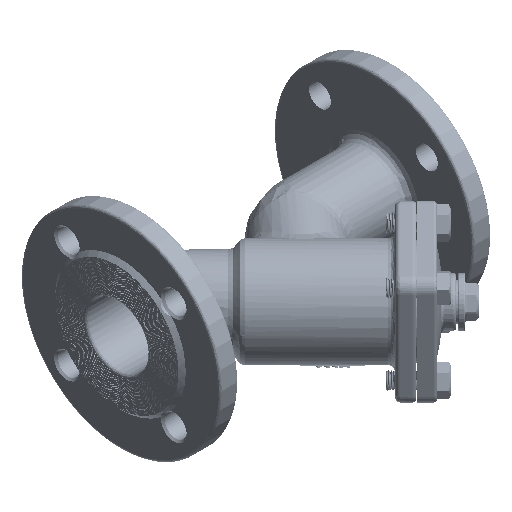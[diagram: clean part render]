
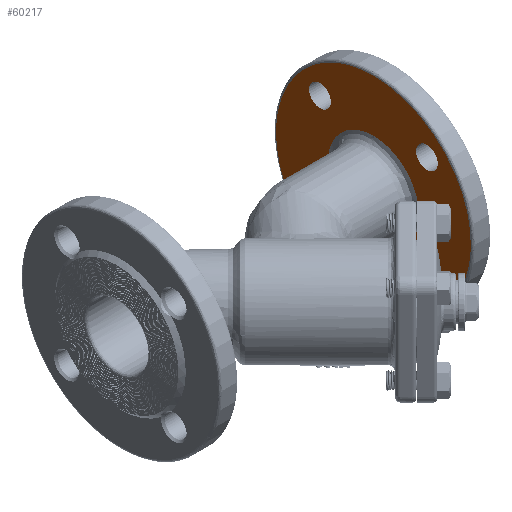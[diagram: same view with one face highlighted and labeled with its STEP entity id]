
A CAD part, isometric view. The second image highlights one B-rep face of the part: STEP entity #60217.
In plain terms, the highlighted planar face has unit normal (-1, 0, 0).
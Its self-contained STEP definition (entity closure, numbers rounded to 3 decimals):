
#32 = ORIENTED_EDGE ( 'NONE', *, *, #234729, .F. ) ;
#1638 = EDGE_LOOP ( 'NONE', ( #146033, #249859 ) ) ;
#5785 = FACE_BOUND ( 'NONE', #1638, .T. ) ;
#10352 = DIRECTION ( 'NONE',  ( -1., 0., 0. ) ) ;
#15049 = AXIS2_PLACEMENT_3D ( 'NONE', #113521, #250471, #133238 ) ;
#15577 = VERTEX_POINT ( 'NONE', #62254 ) ;
#16695 = CIRCLE ( 'NONE', #210430, 9. ) ;
#16873 = CARTESIAN_POINT ( 'NONE',  ( 203., 0., -37.6 ) ) ;
#18947 = CARTESIAN_POINT ( 'NONE',  ( 203., -75.2, -37.6 ) ) ;
#19558 = EDGE_CURVE ( 'NONE', #61515, #51826, #16695, .T. ) ;
#20907 = AXIS2_PLACEMENT_3D ( 'NONE', #127517, #10352, #147233 ) ;
#21670 = VERTEX_POINT ( 'NONE', #238238 ) ;
#23600 = CIRCLE ( 'NONE', #34867, 9. ) ;
#24354 = ORIENTED_EDGE ( 'NONE', *, *, #238080, .F. ) ;
#31183 = EDGE_CURVE ( 'NONE', #229072, #213789, #193465, .T. ) ;
#34867 = AXIS2_PLACEMENT_3D ( 'NONE', #188833, #71639, #208486 ) ;
#37165 = DIRECTION ( 'NONE',  ( 1., 0., 0. ) ) ;
#41090 = ORIENTED_EDGE ( 'NONE', *, *, #253802, .F. ) ;
#46546 = CARTESIAN_POINT ( 'NONE',  ( 203., -161., -80.5 ) ) ;
#46972 = CIRCLE ( 'NONE', #15049, 9. ) ;
#48453 = CARTESIAN_POINT ( 'NONE',  ( 203., 161., -80.5 ) ) ;
#51228 = EDGE_CURVE ( 'NONE', #252987, #21670, #85856, .T. ) ;
#51826 = VERTEX_POINT ( 'NONE', #64243 ) ;
#56174 = CARTESIAN_POINT ( 'NONE',  ( 203., 161., 80.5 ) ) ;
#57544 = CARTESIAN_POINT ( 'NONE',  ( 203., -44.194, -35.194 ) ) ;
#58280 = CARTESIAN_POINT ( 'NONE',  ( 203., 0., 37.6 ) ) ;
#59189 = ORIENTED_EDGE ( 'NONE', *, *, #138366, .F. ) ;
#60217 = ADVANCED_FACE ( 'NONE', ( #213989, #161908, #109882, #5785, #207815, #155889 ), #154373, .F. ) ;
#61157 = CARTESIAN_POINT ( 'NONE',  ( 203., 44.194, -44.194 ) ) ;
#61515 = VERTEX_POINT ( 'NONE', #172705 ) ;
#62254 = CARTESIAN_POINT ( 'NONE',  ( 203., 44.194, 35.194 ) ) ;
#64243 = CARTESIAN_POINT ( 'NONE',  ( 203., -44.194, 35.194 ) ) ;
#65223 =( BOUNDED_CURVE ( )  B_SPLINE_CURVE ( 3, ( #192188, #94697, #134063, #16873 ),
 .UNSPECIFIED., .F., .F. ) 
 B_SPLINE_CURVE_WITH_KNOTS ( ( 4, 4 ),
 ( 0.5, 1. ),
 .UNSPECIFIED. ) 
 CURVE ( )  GEOMETRIC_REPRESENTATION_ITEM ( )  RATIONAL_B_SPLINE_CURVE ( ( 1., 0.333, 0.333, 1. ) ) 
 REPRESENTATION_ITEM ( '' )  );
#67597 = DIRECTION ( 'NONE',  ( -1., 0., 0. ) ) ;
#70349 = CIRCLE ( 'NONE', #238922, 9. ) ;
#71639 = DIRECTION ( 'NONE',  ( -1., 0., 0. ) ) ;
#80799 = DIRECTION ( 'NONE',  ( 0., 0., 1. ) ) ;
#82477 = CARTESIAN_POINT ( 'NONE',  ( 203., -161., 80.5 ) ) ;
#83540 = CARTESIAN_POINT ( 'NONE',  ( 203., 44.194, -35.194 ) ) ;
#85151 = VERTEX_POINT ( 'NONE', #150228 ) ;
#85856 =( BOUNDED_CURVE ( )  B_SPLINE_CURVE ( 3, ( #155838, #18947, #175489, #58280 ),
 .UNSPECIFIED., .F., .T. ) 
 B_SPLINE_CURVE_WITH_KNOTS ( ( 4, 4 ),
 ( 0., 0.5 ),
 .UNSPECIFIED. ) 
 CURVE ( )  GEOMETRIC_REPRESENTATION_ITEM ( )  RATIONAL_B_SPLINE_CURVE ( ( 1., 0.333, 0.333, 1. ) ) 
 REPRESENTATION_ITEM ( '' )  );
#85875 = CARTESIAN_POINT ( 'NONE',  ( 203., 0., 80.5 ) ) ;
#90248 = EDGE_LOOP ( 'NONE', ( #209666, #32 ) ) ;
#93114 = ORIENTED_EDGE ( 'NONE', *, *, #31183, .F. ) ;
#93742 = CARTESIAN_POINT ( 'NONE',  ( 203., -44.194, -44.194 ) ) ;
#94697 = CARTESIAN_POINT ( 'NONE',  ( 203., 75.2, 37.6 ) ) ;
#101200 = AXIS2_PLACEMENT_3D ( 'NONE', #61157, #197995, #80799 ) ;
#101891 = CARTESIAN_POINT ( 'NONE',  ( 203., -44.194, 44.194 ) ) ;
#104410 = CIRCLE ( 'NONE', #240433, 9. ) ;
#109377 = ORIENTED_EDGE ( 'NONE', *, *, #227768, .F. ) ;
#109882 = FACE_BOUND ( 'NONE', #187295, .T. ) ;
#113384 = DIRECTION ( 'NONE',  ( 0., 0., 1. ) ) ;
#113521 = CARTESIAN_POINT ( 'NONE',  ( 203., 44.194, 44.194 ) ) ;
#113730 = CARTESIAN_POINT ( 'NONE',  ( 203., 44.194, 44.194 ) ) ;
#116509 = CARTESIAN_POINT ( 'NONE',  ( 203., 0., 80.5 ) ) ;
#118802 = VERTEX_POINT ( 'NONE', #234950 ) ;
#121600 = DIRECTION ( 'NONE',  ( 0., 0., 1. ) ) ;
#121652 = ORIENTED_EDGE ( 'NONE', *, *, #135986, .F. ) ;
#126324 = CARTESIAN_POINT ( 'NONE',  ( 203., 0., -80.5 ) ) ;
#127517 = CARTESIAN_POINT ( 'NONE',  ( 203., -44.194, -44.194 ) ) ;
#133238 = DIRECTION ( 'NONE',  ( 0., 0., 1. ) ) ;
#133435 = DIRECTION ( 'NONE',  ( 0., 0., 1. ) ) ;
#134063 = CARTESIAN_POINT ( 'NONE',  ( 203., 75.2, -37.6 ) ) ;
#135699 = AXIS2_PLACEMENT_3D ( 'NONE', #101891, #238805, #121600 ) ;
#135986 = EDGE_CURVE ( 'NONE', #213789, #229072, #212584, .T. ) ;
#138366 = EDGE_CURVE ( 'NONE', #167152, #118802, #247784, .T. ) ;
#146033 = ORIENTED_EDGE ( 'NONE', *, *, #19558, .F. ) ;
#147233 = DIRECTION ( 'NONE',  ( 0., 0., 1. ) ) ;
#150228 = CARTESIAN_POINT ( 'NONE',  ( 203., 44.194, 53.194 ) ) ;
#151819 = CARTESIAN_POINT ( 'NONE',  ( 203., 0., 0. ) ) ;
#154373 = PLANE ( 'NONE',  #225014 ) ;
#155838 = CARTESIAN_POINT ( 'NONE',  ( 203., 0., -37.6 ) ) ;
#155889 = FACE_BOUND ( 'NONE', #215658, .T. ) ;
#156702 = EDGE_LOOP ( 'NONE', ( #121652, #93114 ) ) ;
#161908 = FACE_OUTER_BOUND ( 'NONE', #156702, .T. ) ;
#167152 = VERTEX_POINT ( 'NONE', #57544 ) ;
#168313 = VERTEX_POINT ( 'NONE', #83540 ) ;
#172705 = CARTESIAN_POINT ( 'NONE',  ( 203., -44.194, 53.194 ) ) ;
#174020 = DIRECTION ( 'NONE',  ( 0., 0., -1. ) ) ;
#174054 = CIRCLE ( 'NONE', #101200, 9. ) ;
#175489 = CARTESIAN_POINT ( 'NONE',  ( 203., -75.2, 37.6 ) ) ;
#176525 = ORIENTED_EDGE ( 'NONE', *, *, #202067, .F. ) ;
#178371 = EDGE_CURVE ( 'NONE', #51826, #61515, #235679, .T. ) ;
#184811 = CARTESIAN_POINT ( 'NONE',  ( 203., -44.194, 44.194 ) ) ;
#185762 = ORIENTED_EDGE ( 'NONE', *, *, #223946, .F. ) ;
#187295 = EDGE_LOOP ( 'NONE', ( #24354, #109377 ) ) ;
#188833 = CARTESIAN_POINT ( 'NONE',  ( 203., 44.194, -44.194 ) ) ;
#192188 = CARTESIAN_POINT ( 'NONE',  ( 203., 0., 37.6 ) ) ;
#193014 = CARTESIAN_POINT ( 'NONE',  ( 203., 0., 80.5 ) ) ;
#193465 =( BOUNDED_CURVE ( )  B_SPLINE_CURVE ( 3, ( #85875, #82477, #46546, #222688 ),
 .UNSPECIFIED., .F., .T. ) 
 B_SPLINE_CURVE_WITH_KNOTS ( ( 4, 4 ),
 ( 0.5, 1. ),
 .UNSPECIFIED. ) 
 CURVE ( )  GEOMETRIC_REPRESENTATION_ITEM ( )  RATIONAL_B_SPLINE_CURVE ( ( 1., 0.333, 0.333, 1. ) ) 
 REPRESENTATION_ITEM ( '' )  );
#197995 = DIRECTION ( 'NONE',  ( -1., 0., 0. ) ) ;
#202067 = EDGE_CURVE ( 'NONE', #242360, #168313, #23600, .T. ) ;
#202457 = EDGE_LOOP ( 'NONE', ( #59189, #185762 ) ) ;
#202908 = CARTESIAN_POINT ( 'NONE',  ( 203., 0., -80.5 ) ) ;
#204457 = DIRECTION ( 'NONE',  ( 0., 0., 1. ) ) ;
#207815 = FACE_BOUND ( 'NONE', #202457, .T. ) ;
#208486 = DIRECTION ( 'NONE',  ( 0., 0., 1. ) ) ;
#209666 = ORIENTED_EDGE ( 'NONE', *, *, #51228, .F. ) ;
#210430 = AXIS2_PLACEMENT_3D ( 'NONE', #184811, #67597, #204457 ) ;
#212584 =( BOUNDED_CURVE ( )  B_SPLINE_CURVE ( 3, ( #126324, #48453, #56174, #193014 ),
 .UNSPECIFIED., .F., .F. ) 
 B_SPLINE_CURVE_WITH_KNOTS ( ( 4, 4 ),
 ( 0., 0.5 ),
 .UNSPECIFIED. ) 
 CURVE ( )  GEOMETRIC_REPRESENTATION_ITEM ( )  RATIONAL_B_SPLINE_CURVE ( ( 1., 0.333, 0.333, 1. ) ) 
 REPRESENTATION_ITEM ( '' )  );
#213789 = VERTEX_POINT ( 'NONE', #202908 ) ;
#213989 = FACE_BOUND ( 'NONE', #90248, .T. ) ;
#215658 = EDGE_LOOP ( 'NONE', ( #41090, #176525 ) ) ;
#219394 = CARTESIAN_POINT ( 'NONE',  ( 203., 44.194, -53.194 ) ) ;
#222688 = CARTESIAN_POINT ( 'NONE',  ( 203., 0., -80.5 ) ) ;
#223946 = EDGE_CURVE ( 'NONE', #118802, #167152, #104410, .T. ) ;
#225014 = AXIS2_PLACEMENT_3D ( 'NONE', #151819, #37165, #174020 ) ;
#227768 = EDGE_CURVE ( 'NONE', #15577, #85151, #70349, .T. ) ;
#229072 = VERTEX_POINT ( 'NONE', #116509 ) ;
#230600 = DIRECTION ( 'NONE',  ( -1., 0., 0. ) ) ;
#234729 = EDGE_CURVE ( 'NONE', #21670, #252987, #65223, .T. ) ;
#234950 = CARTESIAN_POINT ( 'NONE',  ( 203., -44.194, -53.194 ) ) ;
#235679 = CIRCLE ( 'NONE', #135699, 9. ) ;
#238080 = EDGE_CURVE ( 'NONE', #85151, #15577, #46972, .T. ) ;
#238238 = CARTESIAN_POINT ( 'NONE',  ( 203., 0., 37.6 ) ) ;
#238805 = DIRECTION ( 'NONE',  ( -1., 0., 0. ) ) ;
#238922 = AXIS2_PLACEMENT_3D ( 'NONE', #113730, #250673, #133435 ) ;
#240433 = AXIS2_PLACEMENT_3D ( 'NONE', #93742, #230600, #113384 ) ;
#242360 = VERTEX_POINT ( 'NONE', #219394 ) ;
#242423 = CARTESIAN_POINT ( 'NONE',  ( 203., 0., -37.6 ) ) ;
#247784 = CIRCLE ( 'NONE', #20907, 9. ) ;
#249859 = ORIENTED_EDGE ( 'NONE', *, *, #178371, .F. ) ;
#250471 = DIRECTION ( 'NONE',  ( -1., 0., 0. ) ) ;
#250673 = DIRECTION ( 'NONE',  ( -1., 0., 0. ) ) ;
#252987 = VERTEX_POINT ( 'NONE', #242423 ) ;
#253802 = EDGE_CURVE ( 'NONE', #168313, #242360, #174054, .T. ) ;
